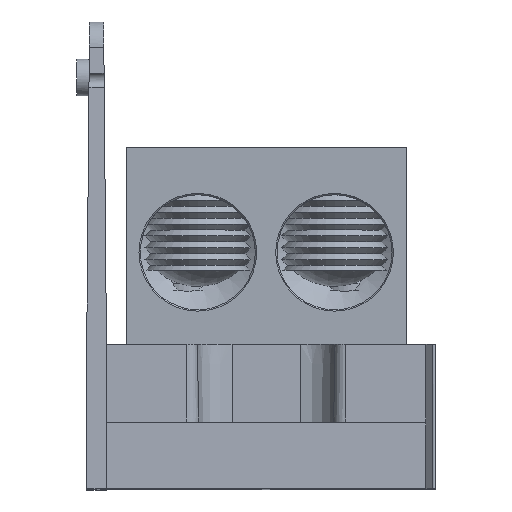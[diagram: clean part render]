
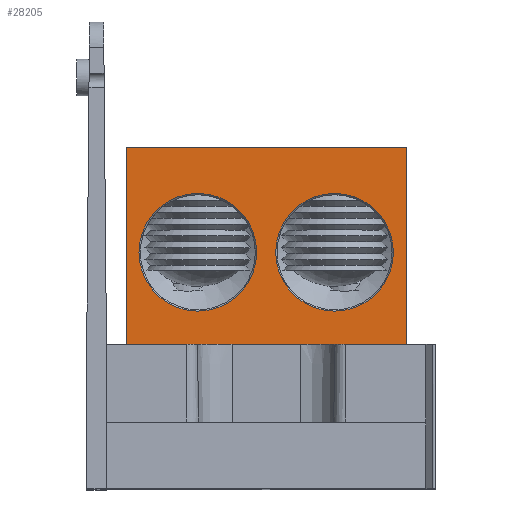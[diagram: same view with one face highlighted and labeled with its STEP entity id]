
A CAD part, top view. The second image highlights one B-rep face of the part: STEP entity #28205.
In plain terms, the highlighted planar face has unit normal (0, 0, 1).
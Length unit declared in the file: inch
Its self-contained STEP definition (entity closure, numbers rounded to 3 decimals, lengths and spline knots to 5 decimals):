
#329 = CARTESIAN_POINT ( 'NONE',  ( -1.065, -0.75, 1.75 ) ) ;
#3717 = ORIENTED_EDGE ( 'NONE', *, *, #12704, .F. ) ;
#3766 = CARTESIAN_POINT ( 'NONE',  ( 0.0725, -0.05, 1.75 ) ) ;
#5789 = CARTESIAN_POINT ( 'NONE',  ( -0.52, -0.05, 1.75 ) ) ;
#6870 = VERTEX_POINT ( 'NONE', #28069 ) ;
#7251 = VERTEX_POINT ( 'NONE', #25341 ) ;
#8570 = AXIS2_PLACEMENT_3D ( 'NONE', #5789, #18996, #18993 ) ;
#8994 = AXIS2_PLACEMENT_3D ( 'NONE', #19715, #19690, #19650 ) ;
#9086 = VERTEX_POINT ( 'NONE', #329 ) ;
#10561 = DIRECTION ( 'NONE',  ( 0., 0., -1. ) ) ;
#12648 = EDGE_CURVE ( 'NONE', #6870, #23588, #29093, .T. ) ;
#12655 = EDGE_CURVE ( 'NONE', #6870, #7251, #28552, .T. ) ;
#12659 = EDGE_CURVE ( 'NONE', #16412, #16412, #28547, .T. ) ;
#12697 = EDGE_CURVE ( 'NONE', #16403, #16403, #27986, .T. ) ;
#12703 = EDGE_CURVE ( 'NONE', #23588, #9086, #27514, .T. ) ;
#12704 = EDGE_CURVE ( 'NONE', #7251, #9086, #27542, .T. ) ;
#12718 = CARTESIAN_POINT ( 'NONE',  ( -1.065, 0.75, 1.75 ) ) ;
#13794 = FACE_OUTER_BOUND ( 'NONE', #26538, .T. ) ;
#15355 = PLANE ( 'NONE',  #22028 ) ;
#16403 = VERTEX_POINT ( 'NONE', #20996 ) ;
#16412 = VERTEX_POINT ( 'NONE', #3766 ) ;
#16777 = ORIENTED_EDGE ( 'NONE', *, *, #12703, .T. ) ;
#17531 = EDGE_LOOP ( 'NONE', ( #26113 ) ) ;
#18288 = DIRECTION ( 'NONE',  ( -1., 0., 0. ) ) ;
#18349 = DIRECTION ( 'NONE',  ( 0., -1., 0. ) ) ;
#18395 = CARTESIAN_POINT ( 'NONE',  ( -1.065, -0.75, 1.75 ) ) ;
#18993 = DIRECTION ( 'NONE',  ( -1., 0., 0. ) ) ;
#18996 = DIRECTION ( 'NONE',  ( 0., 0., -1. ) ) ;
#19029 = CARTESIAN_POINT ( 'NONE',  ( 1.065, -0.75, 1.75 ) ) ;
#19650 = DIRECTION ( 'NONE',  ( -1., 0., 0. ) ) ;
#19690 = DIRECTION ( 'NONE',  ( 0., 0., -1. ) ) ;
#19715 = CARTESIAN_POINT ( 'NONE',  ( 0.52, -0.05, 1.75 ) ) ;
#19996 = CARTESIAN_POINT ( 'NONE',  ( 1.065, -0.75, 1.75 ) ) ;
#20441 = DIRECTION ( 'NONE',  ( 0., -1., 0. ) ) ;
#20446 = DIRECTION ( 'NONE',  ( -1., 0., 0. ) ) ;
#20652 = CARTESIAN_POINT ( 'NONE',  ( 1.065, 0.75, 1.75 ) ) ;
#20893 = FACE_BOUND ( 'NONE', #17531, .T. ) ;
#20996 = CARTESIAN_POINT ( 'NONE',  ( -0.9675, -0.05, 1.75 ) ) ;
#21415 = ORIENTED_EDGE ( 'NONE', *, *, #12655, .F. ) ;
#21730 = ORIENTED_EDGE ( 'NONE', *, *, #12697, .T. ) ;
#22027 = FACE_BOUND ( 'NONE', #28453, .T. ) ;
#22028 = AXIS2_PLACEMENT_3D ( 'NONE', #25160, #10561, #27382 ) ;
#23588 = VERTEX_POINT ( 'NONE', #12718 ) ;
#25160 = CARTESIAN_POINT ( 'NONE',  ( 1.065, -0.75, 1.75 ) ) ;
#25341 = CARTESIAN_POINT ( 'NONE',  ( 1.065, -0.75, 1.75 ) ) ;
#26113 = ORIENTED_EDGE ( 'NONE', *, *, #12659, .T. ) ;
#26538 = EDGE_LOOP ( 'NONE', ( #16777, #3717, #21415, #28368 ) ) ;
#27382 = DIRECTION ( 'NONE',  ( -1., 0., 0. ) ) ;
#27457 = VECTOR ( 'NONE', #18288, 39.37008 ) ;
#27514 = LINE ( 'NONE', #18395, #27933 ) ;
#27542 = LINE ( 'NONE', #19029, #27457 ) ;
#27933 = VECTOR ( 'NONE', #18349, 39.37008 ) ;
#27986 = CIRCLE ( 'NONE', #8570, 0.4475 ) ;
#28069 = CARTESIAN_POINT ( 'NONE',  ( 1.065, 0.75, 1.75 ) ) ;
#28205 = ADVANCED_FACE ( 'NONE', ( #20893, #22027, #13794 ), #15355, .F. ) ;
#28368 = ORIENTED_EDGE ( 'NONE', *, *, #12648, .T. ) ;
#28453 = EDGE_LOOP ( 'NONE', ( #21730 ) ) ;
#28547 = CIRCLE ( 'NONE', #8994, 0.4475 ) ;
#28552 = LINE ( 'NONE', #19996, #28582 ) ;
#28582 = VECTOR ( 'NONE', #20441, 39.37008 ) ;
#29000 = VECTOR ( 'NONE', #20446, 39.37008 ) ;
#29093 = LINE ( 'NONE', #20652, #29000 ) ;
